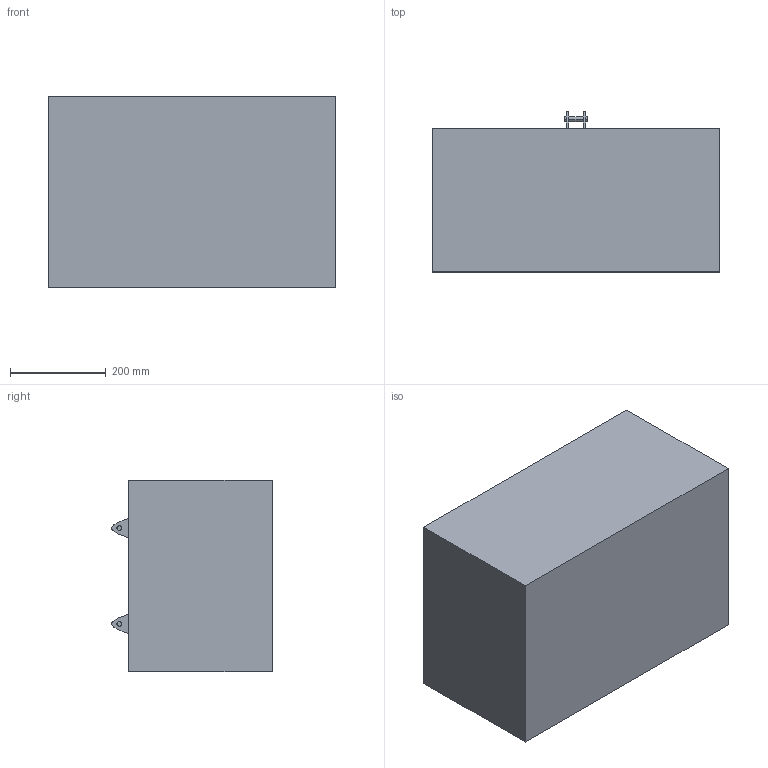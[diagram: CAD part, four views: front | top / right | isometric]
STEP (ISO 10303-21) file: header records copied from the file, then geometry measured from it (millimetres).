
FILE_DESCRIPTION (( 'STEP AP203' ), '1' );
FILE_NAME ('chassisSimplified_Default_sldprt.STEP', '2016-02-10T16:26:26', ( '' ), ( '' ), 'SwSTEP 2.0', 'SolidWorks 2014', '' );
FILE_SCHEMA (( 'CONFIG_CONTROL_DESIGN' ));
Length unit declared in the file: centimetre
Products named in the file (1): chassisSimplified_Default_sldprt
Bounding box: 600 x 335.18 x 400 mm (x, y, z)
Volume: 72025048.4 mm3; surface area: 1090592.9 mm2
Topology: 1 solids, 1 shells, 34 faces, 72 edges, 48 vertices
Faces by surface type: plane 18, cylinder 12, bspline 4
Entity records: 1013 total; most frequent: CARTESIAN_POINT 191, DIRECTION 150, ORIENTED_EDGE 144, EDGE_CURVE 72, AXIS2_PLACEMENT_3D 55, VERTEX_POINT 48, EDGE_LOOP 46, LINE 40
